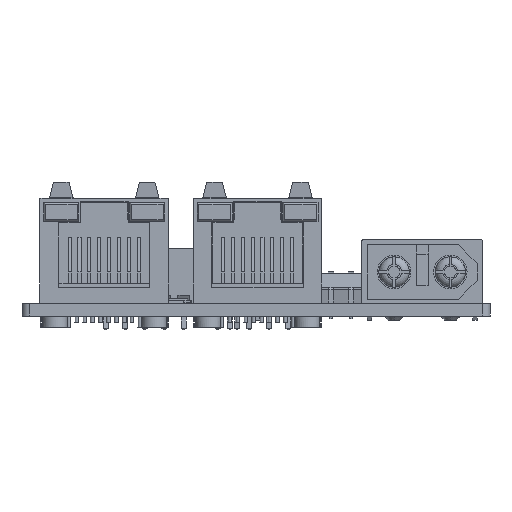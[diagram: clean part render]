
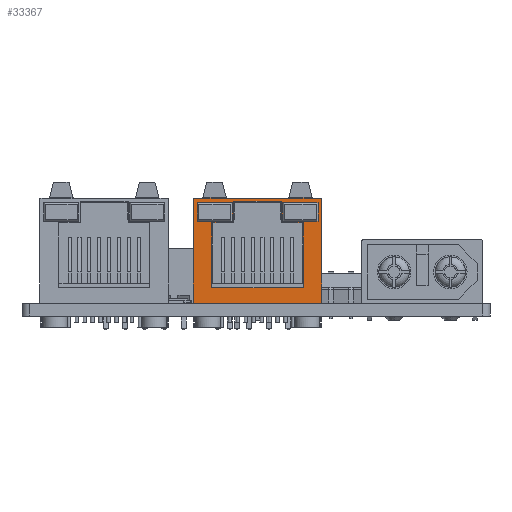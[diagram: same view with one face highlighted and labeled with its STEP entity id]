
A CAD part, front view. The second image highlights one B-rep face of the part: STEP entity #33367.
In plain terms, the highlighted face is planar.
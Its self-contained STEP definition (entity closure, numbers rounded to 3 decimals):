
#33311 = VERTEX_POINT('',#33312);
#33312 = CARTESIAN_POINT('',(11.805,8.,13.46));
#33318 = EDGE_CURVE('',#33319,#33311,#33321,.T.);
#33319 = VERTEX_POINT('',#33320);
#33320 = CARTESIAN_POINT('',(11.805,8.,0.));
#33321 = LINE('',#33322,#33323);
#33322 = CARTESIAN_POINT('',(11.805,8.,0.));
#33323 = VECTOR('',#33324,1.);
#33324 = DIRECTION('',(0.,0.,1.));
#33367 = ADVANCED_FACE('',(#33368,#33425,#33459,#33525),#33559,.F.);
#33368 = FACE_BOUND('',#33369,.F.);
#33369 = EDGE_LOOP('',(#33370,#33371,#33379,#33387,#33395,#33403,#33411,
    #33419));
#33370 = ORIENTED_EDGE('',*,*,#33318,.T.);
#33371 = ORIENTED_EDGE('',*,*,#33372,.T.);
#33372 = EDGE_CURVE('',#33311,#33373,#33375,.T.);
#33373 = VERTEX_POINT('',#33374);
#33374 = CARTESIAN_POINT('',(10.555,8.,13.46));
#33375 = LINE('',#33376,#33377);
#33376 = CARTESIAN_POINT('',(11.805,8.,13.46));
#33377 = VECTOR('',#33378,1.);
#33378 = DIRECTION('',(-1.,0.,0.));
#33379 = ORIENTED_EDGE('',*,*,#33380,.T.);
#33380 = EDGE_CURVE('',#33373,#33381,#33383,.T.);
#33381 = VERTEX_POINT('',#33382);
#33382 = CARTESIAN_POINT('',(7.555,8.,13.46));
#33383 = LINE('',#33384,#33385);
#33384 = CARTESIAN_POINT('',(11.805,8.,13.46));
#33385 = VECTOR('',#33386,1.);
#33386 = DIRECTION('',(-1.,0.,0.));
#33387 = ORIENTED_EDGE('',*,*,#33388,.T.);
#33388 = EDGE_CURVE('',#33381,#33389,#33391,.T.);
#33389 = VERTEX_POINT('',#33390);
#33390 = CARTESIAN_POINT('',(-0.455,8.,13.46));
#33391 = LINE('',#33392,#33393);
#33392 = CARTESIAN_POINT('',(11.805,8.,13.46));
#33393 = VECTOR('',#33394,1.);
#33394 = DIRECTION('',(-1.,0.,0.));
#33395 = ORIENTED_EDGE('',*,*,#33396,.T.);
#33396 = EDGE_CURVE('',#33389,#33397,#33399,.T.);
#33397 = VERTEX_POINT('',#33398);
#33398 = CARTESIAN_POINT('',(-3.455,8.,13.46));
#33399 = LINE('',#33400,#33401);
#33400 = CARTESIAN_POINT('',(11.805,8.,13.46));
#33401 = VECTOR('',#33402,1.);
#33402 = DIRECTION('',(-1.,0.,0.));
#33403 = ORIENTED_EDGE('',*,*,#33404,.T.);
#33404 = EDGE_CURVE('',#33397,#33405,#33407,.T.);
#33405 = VERTEX_POINT('',#33406);
#33406 = CARTESIAN_POINT('',(-4.705,8.,13.46));
#33407 = LINE('',#33408,#33409);
#33408 = CARTESIAN_POINT('',(11.805,8.,13.46));
#33409 = VECTOR('',#33410,1.);
#33410 = DIRECTION('',(-1.,0.,0.));
#33411 = ORIENTED_EDGE('',*,*,#33412,.F.);
#33412 = EDGE_CURVE('',#33413,#33405,#33415,.T.);
#33413 = VERTEX_POINT('',#33414);
#33414 = CARTESIAN_POINT('',(-4.705,8.,0.));
#33415 = LINE('',#33416,#33417);
#33416 = CARTESIAN_POINT('',(-4.705,8.,0.));
#33417 = VECTOR('',#33418,1.);
#33418 = DIRECTION('',(0.,0.,1.));
#33419 = ORIENTED_EDGE('',*,*,#33420,.F.);
#33420 = EDGE_CURVE('',#33319,#33413,#33421,.T.);
#33421 = LINE('',#33422,#33423);
#33422 = CARTESIAN_POINT('',(11.805,8.,0.));
#33423 = VECTOR('',#33424,1.);
#33424 = DIRECTION('',(-1.,0.,0.));
#33425 = FACE_BOUND('',#33426,.F.);
#33426 = EDGE_LOOP('',(#33427,#33437,#33445,#33453));
#33427 = ORIENTED_EDGE('',*,*,#33428,.F.);
#33428 = EDGE_CURVE('',#33429,#33431,#33433,.T.);
#33429 = VERTEX_POINT('',#33430);
#33430 = CARTESIAN_POINT('',(6.805,8.,10.5));
#33431 = VERTEX_POINT('',#33432);
#33432 = CARTESIAN_POINT('',(11.305,8.,10.5));
#33433 = LINE('',#33434,#33435);
#33434 = CARTESIAN_POINT('',(6.805,8.,10.5));
#33435 = VECTOR('',#33436,1.);
#33436 = DIRECTION('',(1.,0.,0.));
#33437 = ORIENTED_EDGE('',*,*,#33438,.F.);
#33438 = EDGE_CURVE('',#33439,#33429,#33441,.T.);
#33439 = VERTEX_POINT('',#33440);
#33440 = CARTESIAN_POINT('',(6.805,8.,12.9));
#33441 = LINE('',#33442,#33443);
#33442 = CARTESIAN_POINT('',(6.805,8.,12.9));
#33443 = VECTOR('',#33444,1.);
#33444 = DIRECTION('',(0.,0.,-1.));
#33445 = ORIENTED_EDGE('',*,*,#33446,.F.);
#33446 = EDGE_CURVE('',#33447,#33439,#33449,.T.);
#33447 = VERTEX_POINT('',#33448);
#33448 = CARTESIAN_POINT('',(11.305,8.,12.9));
#33449 = LINE('',#33450,#33451);
#33450 = CARTESIAN_POINT('',(11.305,8.,12.9));
#33451 = VECTOR('',#33452,1.);
#33452 = DIRECTION('',(-1.,0.,0.));
#33453 = ORIENTED_EDGE('',*,*,#33454,.F.);
#33454 = EDGE_CURVE('',#33431,#33447,#33455,.T.);
#33455 = LINE('',#33456,#33457);
#33456 = CARTESIAN_POINT('',(11.305,8.,10.5));
#33457 = VECTOR('',#33458,1.);
#33458 = DIRECTION('',(0.,0.,1.));
#33459 = FACE_BOUND('',#33460,.F.);
#33460 = EDGE_LOOP('',(#33461,#33471,#33479,#33487,#33495,#33503,#33511,
    #33519));
#33461 = ORIENTED_EDGE('',*,*,#33462,.F.);
#33462 = EDGE_CURVE('',#33463,#33465,#33467,.T.);
#33463 = VERTEX_POINT('',#33464);
#33464 = CARTESIAN_POINT('',(9.405,8.,10.3));
#33465 = VERTEX_POINT('',#33466);
#33466 = CARTESIAN_POINT('',(6.6,8.,10.3));
#33467 = LINE('',#33468,#33469);
#33468 = CARTESIAN_POINT('',(9.405,8.,10.3));
#33469 = VECTOR('',#33470,1.);
#33470 = DIRECTION('',(-1.,0.,0.));
#33471 = ORIENTED_EDGE('',*,*,#33472,.F.);
#33472 = EDGE_CURVE('',#33473,#33463,#33475,.T.);
#33473 = VERTEX_POINT('',#33474);
#33474 = CARTESIAN_POINT('',(9.405,8.,2.));
#33475 = LINE('',#33476,#33477);
#33476 = CARTESIAN_POINT('',(9.405,8.,2.));
#33477 = VECTOR('',#33478,1.);
#33478 = DIRECTION('',(0.,0.,1.));
#33479 = ORIENTED_EDGE('',*,*,#33480,.F.);
#33480 = EDGE_CURVE('',#33481,#33473,#33483,.T.);
#33481 = VERTEX_POINT('',#33482);
#33482 = CARTESIAN_POINT('',(-2.305,8.,2.));
#33483 = LINE('',#33484,#33485);
#33484 = CARTESIAN_POINT('',(-2.305,8.,2.));
#33485 = VECTOR('',#33486,1.);
#33486 = DIRECTION('',(1.,0.,0.));
#33487 = ORIENTED_EDGE('',*,*,#33488,.F.);
#33488 = EDGE_CURVE('',#33489,#33481,#33491,.T.);
#33489 = VERTEX_POINT('',#33490);
#33490 = CARTESIAN_POINT('',(-2.305,8.,10.3));
#33491 = LINE('',#33492,#33493);
#33492 = CARTESIAN_POINT('',(-2.305,8.,10.3));
#33493 = VECTOR('',#33494,1.);
#33494 = DIRECTION('',(0.,0.,-1.));
#33495 = ORIENTED_EDGE('',*,*,#33496,.F.);
#33496 = EDGE_CURVE('',#33497,#33489,#33499,.T.);
#33497 = VERTEX_POINT('',#33498);
#33498 = CARTESIAN_POINT('',(0.5,8.,10.3));
#33499 = LINE('',#33500,#33501);
#33500 = CARTESIAN_POINT('',(0.5,8.,10.3));
#33501 = VECTOR('',#33502,1.);
#33502 = DIRECTION('',(-1.,0.,0.));
#33503 = ORIENTED_EDGE('',*,*,#33504,.F.);
#33504 = EDGE_CURVE('',#33505,#33497,#33507,.T.);
#33505 = VERTEX_POINT('',#33506);
#33506 = CARTESIAN_POINT('',(0.5,8.,13.06));
#33507 = LINE('',#33508,#33509);
#33508 = CARTESIAN_POINT('',(0.5,8.,13.06));
#33509 = VECTOR('',#33510,1.);
#33510 = DIRECTION('',(0.,0.,-1.));
#33511 = ORIENTED_EDGE('',*,*,#33512,.F.);
#33512 = EDGE_CURVE('',#33513,#33505,#33515,.T.);
#33513 = VERTEX_POINT('',#33514);
#33514 = CARTESIAN_POINT('',(6.6,8.,13.06));
#33515 = LINE('',#33516,#33517);
#33516 = CARTESIAN_POINT('',(6.6,8.,13.06));
#33517 = VECTOR('',#33518,1.);
#33518 = DIRECTION('',(-1.,0.,0.));
#33519 = ORIENTED_EDGE('',*,*,#33520,.F.);
#33520 = EDGE_CURVE('',#33465,#33513,#33521,.T.);
#33521 = LINE('',#33522,#33523);
#33522 = CARTESIAN_POINT('',(6.6,8.,10.3));
#33523 = VECTOR('',#33524,1.);
#33524 = DIRECTION('',(0.,0.,1.));
#33525 = FACE_BOUND('',#33526,.F.);
#33526 = EDGE_LOOP('',(#33527,#33537,#33545,#33553));
#33527 = ORIENTED_EDGE('',*,*,#33528,.F.);
#33528 = EDGE_CURVE('',#33529,#33531,#33533,.T.);
#33529 = VERTEX_POINT('',#33530);
#33530 = CARTESIAN_POINT('',(-4.205,8.,10.5));
#33531 = VERTEX_POINT('',#33532);
#33532 = CARTESIAN_POINT('',(0.295,8.,10.5));
#33533 = LINE('',#33534,#33535);
#33534 = CARTESIAN_POINT('',(-4.205,8.,10.5));
#33535 = VECTOR('',#33536,1.);
#33536 = DIRECTION('',(1.,0.,0.));
#33537 = ORIENTED_EDGE('',*,*,#33538,.F.);
#33538 = EDGE_CURVE('',#33539,#33529,#33541,.T.);
#33539 = VERTEX_POINT('',#33540);
#33540 = CARTESIAN_POINT('',(-4.205,8.,12.9));
#33541 = LINE('',#33542,#33543);
#33542 = CARTESIAN_POINT('',(-4.205,8.,12.9));
#33543 = VECTOR('',#33544,1.);
#33544 = DIRECTION('',(0.,0.,-1.));
#33545 = ORIENTED_EDGE('',*,*,#33546,.F.);
#33546 = EDGE_CURVE('',#33547,#33539,#33549,.T.);
#33547 = VERTEX_POINT('',#33548);
#33548 = CARTESIAN_POINT('',(0.295,8.,12.9));
#33549 = LINE('',#33550,#33551);
#33550 = CARTESIAN_POINT('',(0.295,8.,12.9));
#33551 = VECTOR('',#33552,1.);
#33552 = DIRECTION('',(-1.,0.,0.));
#33553 = ORIENTED_EDGE('',*,*,#33554,.F.);
#33554 = EDGE_CURVE('',#33531,#33547,#33555,.T.);
#33555 = LINE('',#33556,#33557);
#33556 = CARTESIAN_POINT('',(0.295,8.,10.5));
#33557 = VECTOR('',#33558,1.);
#33558 = DIRECTION('',(0.,0.,1.));
#33559 = PLANE('',#33560);
#33560 = AXIS2_PLACEMENT_3D('',#33561,#33562,#33563);
#33561 = CARTESIAN_POINT('',(11.805,8.,0.));
#33562 = DIRECTION('',(0.,-1.,0.));
#33563 = DIRECTION('',(-1.,0.,0.));
